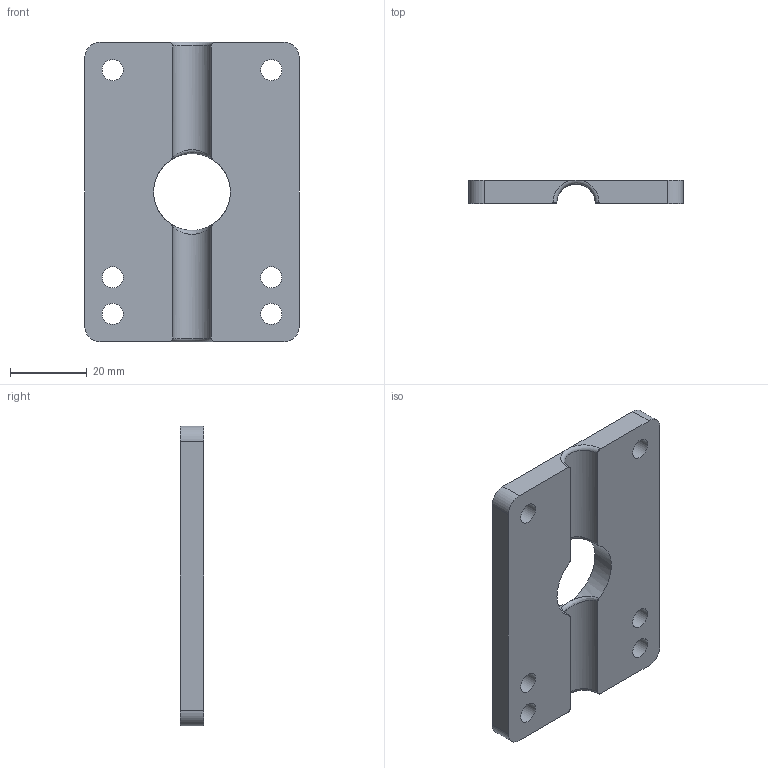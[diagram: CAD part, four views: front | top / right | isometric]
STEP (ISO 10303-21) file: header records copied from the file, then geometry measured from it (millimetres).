
FILE_DESCRIPTION(/* description */ (''),/* implementation_level */ '2;1');
FILE_NAME(/* name */ 'Baseplate Tunnel Riser - 6mm v2.step',/* time_stamp */ '2021-03-21T23:12:44-05:00',/* author */ (''),/* organization */ (''),/* preprocessor_version */ 'ST-DEVELOPER v18.1',/* originating_system */ 'Autodesk Translation Framework v9.10.0.1330',/* authorisation */ '');
FILE_SCHEMA (('AUTOMOTIVE_DESIGN { 1 0 10303 214 3 1 1 }'));
Length unit declared in the file: millimetre
Products named in the file (2): BN Fixed Baseplate Tunnel Riser - 6mm; 6mm Riser
Assembly tree (1 placements, depth 2):
  BN Fixed Baseplate Tunnel Riser - 6mm
    6mm Riser
Bounding box: 55.8 x 6 x 78 mm (x, y, z)
Volume: 20918.6 mm3; surface area: 10497 mm2
Topology: 1 solids, 1 shells, 39 faces, 106 edges, 68 vertices
Faces by surface type: cylinder 22, plane 13, bspline 2, torus 2
Full cylindrical faces by diameter (mm): 5.5 x6
Entity records: 1488 total; most frequent: CARTESIAN_POINT 400, DIRECTION 222, ORIENTED_EDGE 212, EDGE_CURVE 106, AXIS2_PLACEMENT_3D 86, VERTEX_POINT 68, EDGE_LOOP 52, LINE 50
